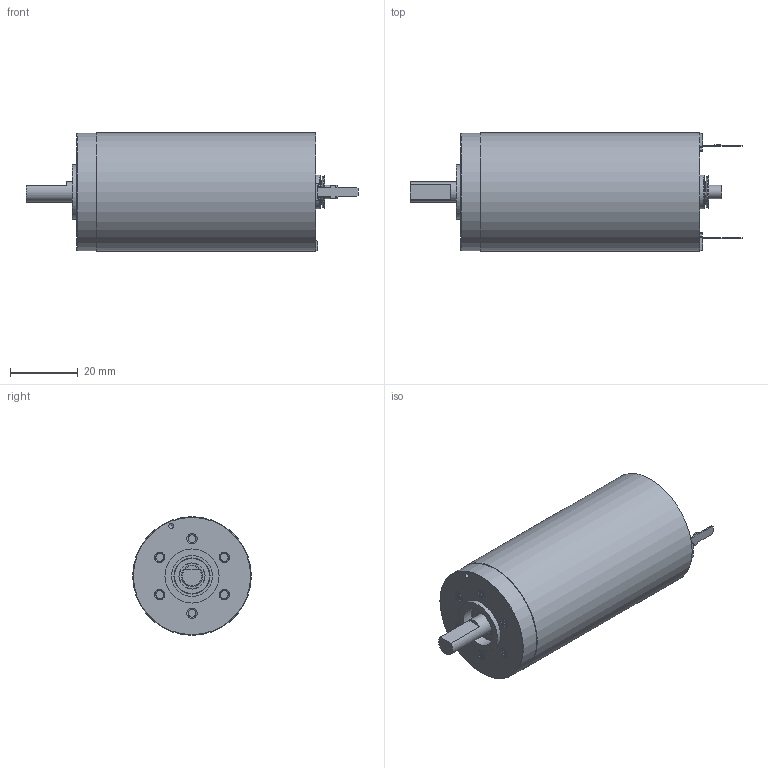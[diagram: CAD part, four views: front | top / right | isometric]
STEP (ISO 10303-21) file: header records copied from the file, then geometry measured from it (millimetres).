
FILE_DESCRIPTION(/* description */ (''),/* implementation_level */ '2;1');
FILE_NAME(/* name */ 'Maxon-DCX.stp',/* time_stamp */ '2018-01-29T14:39:34+09:00',/* author */ ('MONSTER'),/* organization */ (''),/* preprocessor_version */ 'ST-DEVELOPER v16.1',/* originating_system */ 'Autodesk Inventor 2016',/* authorisation */ '');
FILE_SCHEMA (('AUTOMOTIVE_DESIGN { 1 0 10303 214 3 1 1 }'));
Length unit declared in the file: millimetre
Products named in the file (1): Maxon-DCX
Bounding box: 98 x 35 x 35 mm (x, y, z)
Volume: 58515.2 mm3; surface area: 20989.1 mm2
Topology: 16 solids, 16 shells, 925 faces, 2324 edges, 1493 vertices
Faces by surface type: plane 560, cylinder 224, cone 102, torus 18, bspline 18, sphere 3
Full cylindrical faces by diameter (mm): 0.6 x3, 0.7 x2, 0.8 x2, 1.5 x1, 2.9 x2, 3.2 x2, 4 x4, 5.6 x2, 5.8 x2, 6 x4, 6.5 x1, 6.725 x2, 7.125 x2, 7.45 x2, 7.5 x2, 7.7 x2, 7.85 x2, 7.9 x2, 8.8 x1, 9.2 x1, 9.8 x1, 10 x2, 10.25 x2, 10.65 x2, 12 x1, 12.6 x2, 13 x2, 15 x2, 16 x1, 17 x1
Entity records: 29230 total; most frequent: CARTESIAN_POINT 6931, DIRECTION 4467, ORIENTED_EDGE 4258, EDGE_CURVE 2129, LINE 1543, VECTOR 1543, VERTEX_POINT 1479, AXIS2_PLACEMENT_3D 1462
